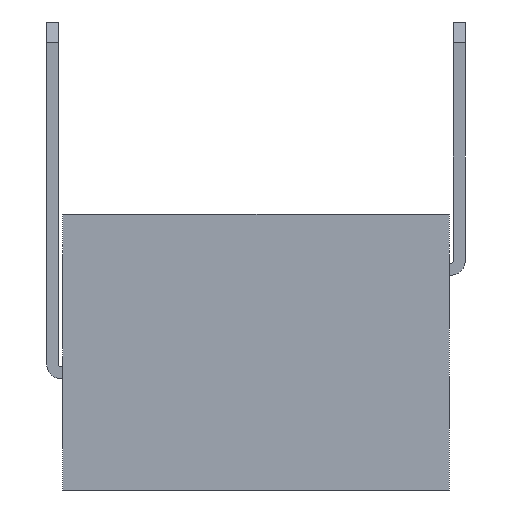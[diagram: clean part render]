
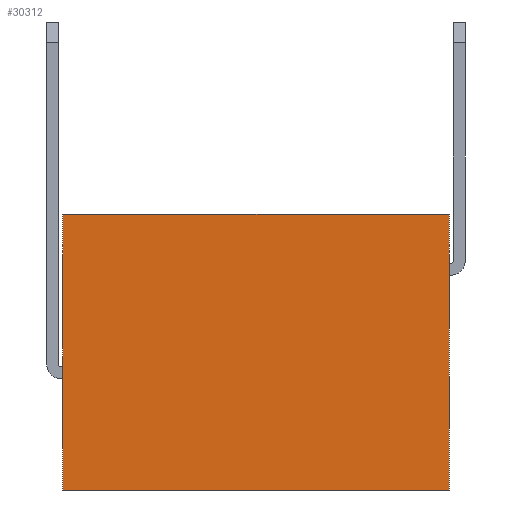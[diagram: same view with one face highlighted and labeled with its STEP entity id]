
A CAD part, left-side view. The second image highlights one B-rep face of the part: STEP entity #30312.
In plain terms, the highlighted planar face has unit normal (-1, 0, 0).
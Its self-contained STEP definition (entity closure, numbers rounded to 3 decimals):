
#14625=DIRECTION('',(0.,-1.,0.));
#14626=VECTOR('',#14625,4.83);
#14627=CARTESIAN_POINT('',(-24.38,0.,-1.725));
#14628=LINE('',#14627,#14626);
#14632=DIRECTION('',(0.,0.,-1.));
#14633=VECTOR('',#14632,3.45);
#14634=CARTESIAN_POINT('',(-24.38,0.,1.725));
#14635=LINE('',#14634,#14633);
#14639=DIRECTION('',(0.,1.,0.));
#14640=VECTOR('',#14639,4.83);
#14641=CARTESIAN_POINT('',(-24.38,-4.83,1.725));
#14642=LINE('',#14641,#14640);
#14646=DIRECTION('',(0.,0.,1.));
#14647=VECTOR('',#14646,3.45);
#14648=CARTESIAN_POINT('',(-24.38,-4.83,-1.725));
#14649=LINE('',#14648,#14647);
#15429=CARTESIAN_POINT('',(-24.38,0.,-1.725));
#15430=CARTESIAN_POINT('',(-24.38,-4.83,-1.725));
#15431=VERTEX_POINT('',#15429);
#15432=VERTEX_POINT('',#15430);
#15433=CARTESIAN_POINT('',(-24.38,-4.83,1.725));
#15434=VERTEX_POINT('',#15433);
#15435=CARTESIAN_POINT('',(-24.38,0.,1.725));
#15436=VERTEX_POINT('',#15435);
#30301=CARTESIAN_POINT('',(-24.38,0.,0.));
#30302=DIRECTION('',(-1.,0.,0.));
#30303=DIRECTION('',(0.,1.,0.));
#30304=AXIS2_PLACEMENT_3D('',#30301,#30302,#30303);
#30305=PLANE('',#30304);
#30306=ORIENTED_EDGE('',*,*,#28467,.F.);
#30307=ORIENTED_EDGE('',*,*,#17236,.F.);
#30308=ORIENTED_EDGE('',*,*,#29533,.F.);
#30309=ORIENTED_EDGE('',*,*,#18109,.F.);
#30310=EDGE_LOOP('',(#30306,#30307,#30308,#30309));
#30311=FACE_OUTER_BOUND('',#30310,.F.);
#17236=EDGE_CURVE('',#15436,#15431,#14635,.T.);
#18109=EDGE_CURVE('',#15432,#15434,#14649,.T.);
#28467=EDGE_CURVE('',#15431,#15432,#14628,.T.);
#29533=EDGE_CURVE('',#15434,#15436,#14642,.T.);
#30312=ADVANCED_FACE('',(#30311),#30305,.T.);
